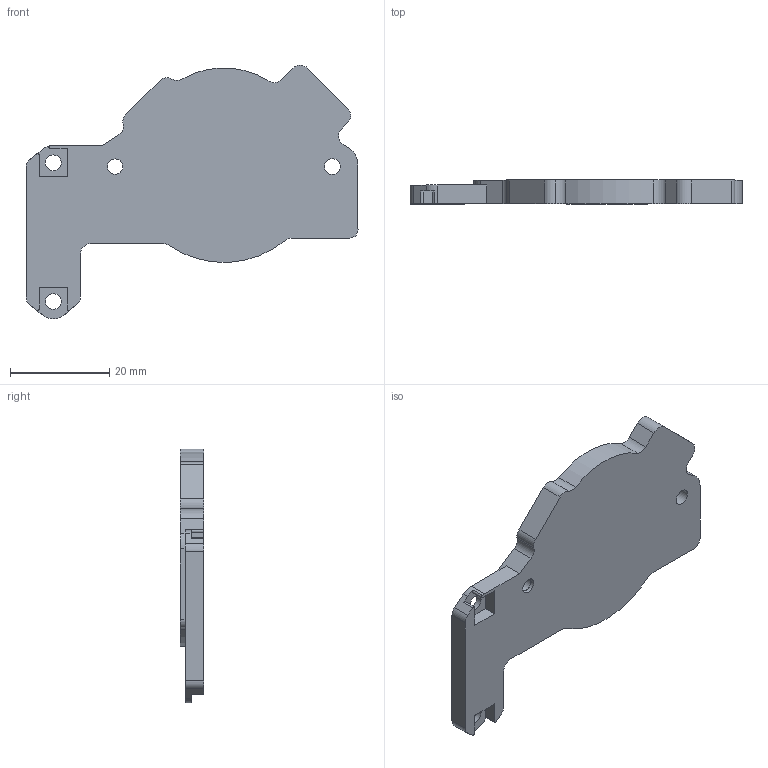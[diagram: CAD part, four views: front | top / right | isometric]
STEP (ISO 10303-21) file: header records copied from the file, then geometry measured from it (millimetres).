
FILE_DESCRIPTION(/* description */ (''),/* implementation_level */ '2;1');
FILE_NAME(/* name */ 'EBB36 mount.step',/* time_stamp */ '2023-09-20T01:27:38+08:00',/* author */ (''),/* organization */ (''),/* preprocessor_version */ 'ST-DEVELOPER v20',/* originating_system */ 'Autodesk Translation Framework v12.9.0.99',/* authorisation */ '');
FILE_SCHEMA (('AUTOMOTIVE_DESIGN { 1 0 10303 214 3 1 1 }'));
Length unit declared in the file: millimetre
Products named in the file (1): EBB36 mount
Bounding box: 67.03 x 4.8 x 51.22 mm (x, y, z)
Volume: 4599.2 mm3; surface area: 6238.2 mm2
Topology: 1 solids, 1 shells, 170 faces, 488 edges, 325 vertices
Faces by surface type: plane 86, cylinder 84
Full cylindrical faces by diameter (mm): 3.1 x1, 3.2 x4
Entity records: 5651 total; most frequent: DIRECTION 999, CARTESIAN_POINT 984, ORIENTED_EDGE 976, EDGE_CURVE 488, AXIS2_PLACEMENT_3D 340, VERTEX_POINT 325, LINE 319, VECTOR 319
